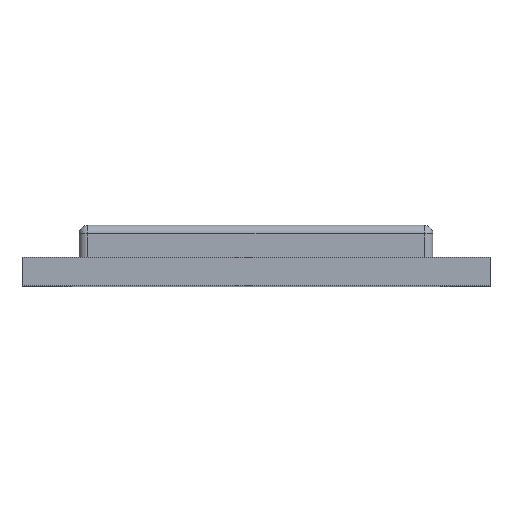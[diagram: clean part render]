
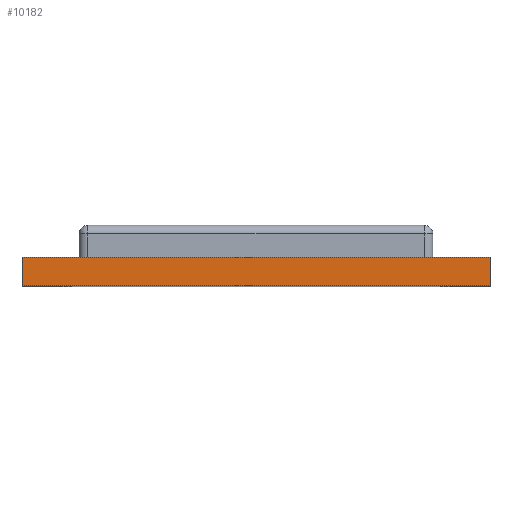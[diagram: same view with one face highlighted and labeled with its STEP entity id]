
A CAD part, top view. The second image highlights one B-rep face of the part: STEP entity #10182.
In plain terms, the highlighted planar face has unit normal (0, 0, 1).
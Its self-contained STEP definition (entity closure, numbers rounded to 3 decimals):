
#872=PLANE('',#10828);
#1165=FACE_OUTER_BOUND('',#1748,.T.);
#1748=EDGE_LOOP('',(#7276,#7277,#7278,#7279));
#2450=LINE('',#13509,#3397);
#2473=LINE('',#13543,#3420);
#2482=LINE('',#13557,#3429);
#2492=LINE('',#13577,#3439);
#3397=VECTOR('',#11518,10.);
#3420=VECTOR('',#11557,10.);
#3429=VECTOR('',#11570,10.);
#3439=VECTOR('',#11600,10.);
#4487=VERTEX_POINT('',#13506);
#4488=VERTEX_POINT('',#13508);
#4491=VERTEX_POINT('',#13541);
#4494=VERTEX_POINT('',#13555);
#5550=EDGE_CURVE('',#4488,#4487,#2450,.T.);
#5573=EDGE_CURVE('',#4491,#4487,#2473,.T.);
#5582=EDGE_CURVE('',#4494,#4491,#2482,.T.);
#5592=EDGE_CURVE('',#4494,#4488,#2492,.T.);
#7276=ORIENTED_EDGE('',*,*,#5592,.T.);
#7277=ORIENTED_EDGE('',*,*,#5550,.T.);
#7278=ORIENTED_EDGE('',*,*,#5573,.F.);
#7279=ORIENTED_EDGE('',*,*,#5582,.F.);
#10182=ADVANCED_FACE('',(#1165),#872,.T.);
#10828=AXIS2_PLACEMENT_3D('',#13576,#11598,#11599);
#11518=DIRECTION('',(0.,-1.,0.));
#11557=DIRECTION('',(-1.,0.,0.));
#11570=DIRECTION('',(0.,-1.,0.));
#11598=DIRECTION('center_axis',(0.,0.,1.));
#11599=DIRECTION('ref_axis',(-1.,0.,0.));
#11600=DIRECTION('',(-1.,0.,0.));
#13506=CARTESIAN_POINT('',(-8.,-0.98,8.));
#13508=CARTESIAN_POINT('',(-8.,0.,8.));
#13509=CARTESIAN_POINT('',(-8.,0.,8.));
#13541=CARTESIAN_POINT('',(8.,-0.98,8.));
#13543=CARTESIAN_POINT('',(8.,-0.98,8.));
#13555=CARTESIAN_POINT('',(8.,0.,8.));
#13557=CARTESIAN_POINT('',(8.,0.,8.));
#13576=CARTESIAN_POINT('Origin',(8.,0.,8.));
#13577=CARTESIAN_POINT('',(8.,0.,8.));
